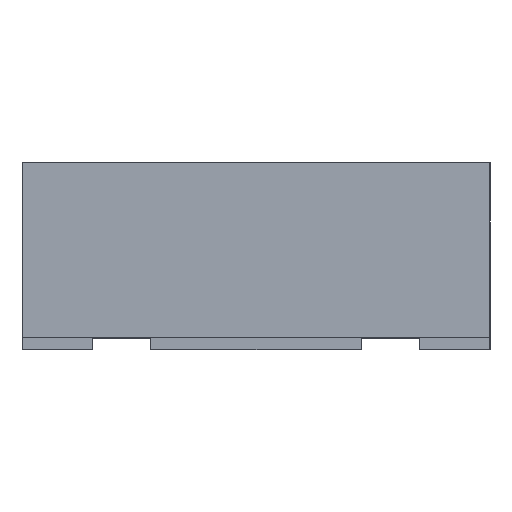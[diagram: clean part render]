
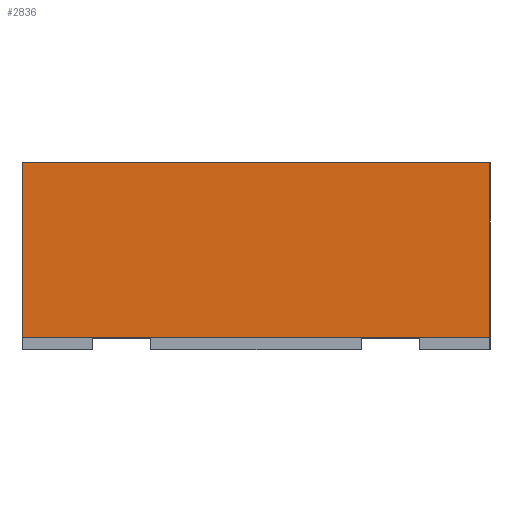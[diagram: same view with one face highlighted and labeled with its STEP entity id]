
A CAD part, top view. The second image highlights one B-rep face of the part: STEP entity #2836.
In plain terms, the highlighted planar face has unit normal (0, 0, 1).
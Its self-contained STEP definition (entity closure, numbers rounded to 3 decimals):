
#32 = LINE ( 'NONE', #774, #1013 ) ;
#87 = PLANE ( 'NONE',  #2646 ) ;
#178 = EDGE_LOOP ( 'NONE', ( #1696, #1783, #2763, #1466 ) ) ;
#288 = CARTESIAN_POINT ( 'NONE',  ( -1., 4.428, 1. ) ) ;
#358 = FACE_OUTER_BOUND ( 'NONE', #178, .T. ) ;
#401 = CARTESIAN_POINT ( 'NONE',  ( -1., 0.05, 1. ) ) ;
#736 = CARTESIAN_POINT ( 'NONE',  ( 1., 0.8, 1. ) ) ;
#774 = CARTESIAN_POINT ( 'NONE',  ( -1., 0.05, 1. ) ) ;
#791 = EDGE_CURVE ( 'NONE', #1620, #821, #2701, .T. ) ;
#794 = DIRECTION ( 'NONE',  ( 0., -1., 0. ) ) ;
#821 = VERTEX_POINT ( 'NONE', #736 ) ;
#1013 = VECTOR ( 'NONE', #2936, 1000. ) ;
#1318 = DIRECTION ( 'NONE',  ( -1., 0., 0. ) ) ;
#1386 = VECTOR ( 'NONE', #1947, 1000. ) ;
#1405 = VECTOR ( 'NONE', #794, 1000. ) ;
#1466 = ORIENTED_EDGE ( 'NONE', *, *, #2661, .F. ) ;
#1572 = CARTESIAN_POINT ( 'NONE',  ( -1., 4.428, 1. ) ) ;
#1620 = VERTEX_POINT ( 'NONE', #1700 ) ;
#1630 = EDGE_CURVE ( 'NONE', #1620, #1753, #1688, .T. ) ;
#1688 = LINE ( 'NONE', #288, #1405 ) ;
#1696 = ORIENTED_EDGE ( 'NONE', *, *, #791, .F. ) ;
#1700 = CARTESIAN_POINT ( 'NONE',  ( -1., 0.8, 1. ) ) ;
#1709 = CARTESIAN_POINT ( 'NONE',  ( -1., 0.8, 1. ) ) ;
#1753 = VERTEX_POINT ( 'NONE', #401 ) ;
#1773 = DIRECTION ( 'NONE',  ( 0., 0., -1. ) ) ;
#1783 = ORIENTED_EDGE ( 'NONE', *, *, #1630, .T. ) ;
#1868 = VERTEX_POINT ( 'NONE', #2608 ) ;
#1947 = DIRECTION ( 'NONE',  ( 0., -1., 0. ) ) ;
#2023 = EDGE_CURVE ( 'NONE', #1753, #1868, #32, .T. ) ;
#2455 = CARTESIAN_POINT ( 'NONE',  ( 1., 4.428, 1. ) ) ;
#2472 = LINE ( 'NONE', #2455, #1386 ) ;
#2526 = VECTOR ( 'NONE', #2917, 1000. ) ;
#2608 = CARTESIAN_POINT ( 'NONE',  ( 1., 0.05, 1. ) ) ;
#2646 = AXIS2_PLACEMENT_3D ( 'NONE', #1572, #1773, #1318 ) ;
#2661 = EDGE_CURVE ( 'NONE', #821, #1868, #2472, .T. ) ;
#2701 = LINE ( 'NONE', #1709, #2526 ) ;
#2763 = ORIENTED_EDGE ( 'NONE', *, *, #2023, .T. ) ;
#2836 = ADVANCED_FACE ( 'NONE', ( #358 ), #87, .F. ) ;
#2917 = DIRECTION ( 'NONE',  ( 1., 0., 0. ) ) ;
#2936 = DIRECTION ( 'NONE',  ( 1., 0., 0. ) ) ;
